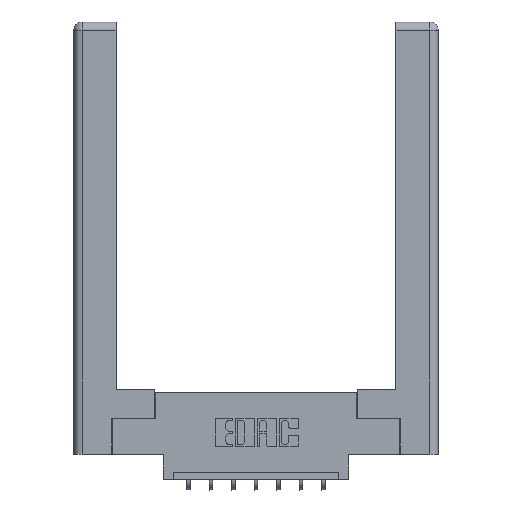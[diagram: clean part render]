
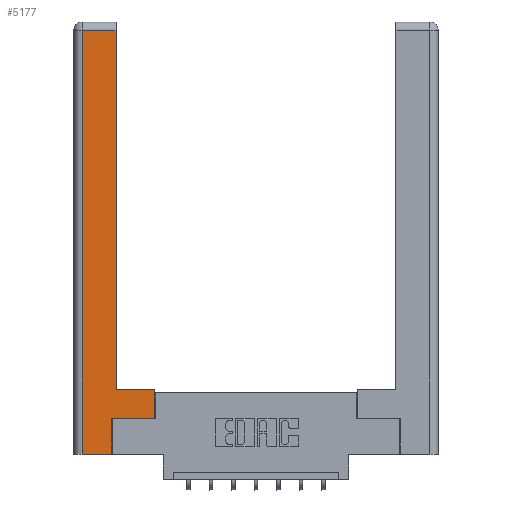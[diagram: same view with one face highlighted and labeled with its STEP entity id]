
A CAD part, top view. The second image highlights one B-rep face of the part: STEP entity #5177.
In plain terms, the highlighted planar face has unit normal (0, 0, 1).
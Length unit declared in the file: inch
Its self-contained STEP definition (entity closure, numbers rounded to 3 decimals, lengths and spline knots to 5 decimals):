
#273 = FACE_OUTER_BOUND ( 'NONE', #2709, .T. ) ;
#340 = CARTESIAN_POINT ( 'NONE',  ( 0.565, 0.245, 0. ) ) ;
#501 = VECTOR ( 'NONE', #8547, 39.37008 ) ;
#1312 = CARTESIAN_POINT ( 'NONE',  ( 0.295, 2.94, 0. ) ) ;
#1332 = DIRECTION ( 'NONE',  ( -1., 0., 0. ) ) ;
#1376 = ORIENTED_EDGE ( 'NONE', *, *, #2920, .T. ) ;
#1450 = LINE ( 'NONE', #6197, #1585 ) ;
#1504 = VERTEX_POINT ( 'NONE', #10715 ) ;
#1585 = VECTOR ( 'NONE', #4256, 39.37008 ) ;
#1736 = DIRECTION ( 'NONE',  ( 0., -1., 0. ) ) ;
#2190 = PLANE ( 'NONE',  #12181 ) ;
#2284 = DIRECTION ( 'NONE',  ( -1., 0., 0. ) ) ;
#2552 = VERTEX_POINT ( 'NONE', #1312 ) ;
#2709 = EDGE_LOOP ( 'NONE', ( #9669, #7359, #7092, #3348, #4205, #8152, #11893, #1376 ) ) ;
#2763 = LINE ( 'NONE', #7445, #501 ) ;
#2920 = EDGE_CURVE ( 'NONE', #4781, #5827, #2763, .T. ) ;
#3180 = EDGE_CURVE ( 'NONE', #1504, #10751, #9297, .T. ) ;
#3220 = EDGE_CURVE ( 'NONE', #4681, #4781, #11431, .T. ) ;
#3289 = CARTESIAN_POINT ( 'NONE',  ( 0.0615, 2.94, 0. ) ) ;
#3348 = ORIENTED_EDGE ( 'NONE', *, *, #3180, .T. ) ;
#3468 = CARTESIAN_POINT ( 'NONE',  ( 0.265, 0., 0. ) ) ;
#3505 = VERTEX_POINT ( 'NONE', #12604 ) ;
#3811 = VECTOR ( 'NONE', #1332, 39.37008 ) ;
#3916 = VERTEX_POINT ( 'NONE', #3936 ) ;
#3936 = CARTESIAN_POINT ( 'NONE',  ( 0.0615, 2.94, 0. ) ) ;
#4006 = LINE ( 'NONE', #340, #8270 ) ;
#4205 = ORIENTED_EDGE ( 'NONE', *, *, #4688, .T. ) ;
#4256 = DIRECTION ( 'NONE',  ( 0., 1., 0. ) ) ;
#4395 = VECTOR ( 'NONE', #7889, 39.37008 ) ;
#4561 = LINE ( 'NONE', #9855, #4395 ) ;
#4681 = VERTEX_POINT ( 'NONE', #8061 ) ;
#4688 = EDGE_CURVE ( 'NONE', #10751, #3505, #4561, .T. ) ;
#4749 = CARTESIAN_POINT ( 'NONE',  ( 0.0615, 0., 0. ) ) ;
#4781 = VERTEX_POINT ( 'NONE', #9485 ) ;
#5045 = CARTESIAN_POINT ( 'NONE',  ( 0., 0., 0. ) ) ;
#5177 = ADVANCED_FACE ( 'NONE', ( #273 ), #2190, .F. ) ;
#5676 = VECTOR ( 'NONE', #7708, 39.37008 ) ;
#5827 = VERTEX_POINT ( 'NONE', #11463 ) ;
#5987 = EDGE_CURVE ( 'NONE', #3505, #4681, #4006, .T. ) ;
#6197 = CARTESIAN_POINT ( 'NONE',  ( 0.295, 3., 0. ) ) ;
#6292 = VECTOR ( 'NONE', #1736, 39.37008 ) ;
#6430 = LINE ( 'NONE', #3289, #3811 ) ;
#7092 = ORIENTED_EDGE ( 'NONE', *, *, #11464, .T. ) ;
#7359 = ORIENTED_EDGE ( 'NONE', *, *, #12231, .T. ) ;
#7445 = CARTESIAN_POINT ( 'NONE',  ( 0.295, 0.45, 0. ) ) ;
#7708 = DIRECTION ( 'NONE',  ( 1., 0., 0. ) ) ;
#7787 = CARTESIAN_POINT ( 'NONE',  ( 0.265, 0., 0. ) ) ;
#7889 = DIRECTION ( 'NONE',  ( 0., 1., 0. ) ) ;
#8061 = CARTESIAN_POINT ( 'NONE',  ( 0.565, 0.245, 0. ) ) ;
#8142 = DIRECTION ( 'NONE',  ( 0., 0., -1. ) ) ;
#8152 = ORIENTED_EDGE ( 'NONE', *, *, #5987, .T. ) ;
#8270 = VECTOR ( 'NONE', #10890, 39.37008 ) ;
#8547 = DIRECTION ( 'NONE',  ( -1., 0., 0. ) ) ;
#8610 = EDGE_CURVE ( 'NONE', #5827, #2552, #1450, .T. ) ;
#9297 = LINE ( 'NONE', #7787, #5676 ) ;
#9485 = CARTESIAN_POINT ( 'NONE',  ( 0.565, 0.45, 0. ) ) ;
#9669 = ORIENTED_EDGE ( 'NONE', *, *, #8610, .T. ) ;
#9749 = LINE ( 'NONE', #4749, #6292 ) ;
#9855 = CARTESIAN_POINT ( 'NONE',  ( 0.265, 0.245, 0. ) ) ;
#10715 = CARTESIAN_POINT ( 'NONE',  ( 0.0615, 0., 0. ) ) ;
#10751 = VERTEX_POINT ( 'NONE', #3468 ) ;
#10791 = DIRECTION ( 'NONE',  ( 0., 1., 0. ) ) ;
#10890 = DIRECTION ( 'NONE',  ( 1., 0., 0. ) ) ;
#11431 = LINE ( 'NONE', #11718, #11875 ) ;
#11463 = CARTESIAN_POINT ( 'NONE',  ( 0.295, 0.45, 0. ) ) ;
#11464 = EDGE_CURVE ( 'NONE', #3916, #1504, #9749, .T. ) ;
#11718 = CARTESIAN_POINT ( 'NONE',  ( 0.565, 0.45, 0. ) ) ;
#11875 = VECTOR ( 'NONE', #10791, 39.37008 ) ;
#11893 = ORIENTED_EDGE ( 'NONE', *, *, #3220, .T. ) ;
#12181 = AXIS2_PLACEMENT_3D ( 'NONE', #5045, #8142, #2284 ) ;
#12231 = EDGE_CURVE ( 'NONE', #2552, #3916, #6430, .T. ) ;
#12604 = CARTESIAN_POINT ( 'NONE',  ( 0.265, 0.245, 0. ) ) ;
